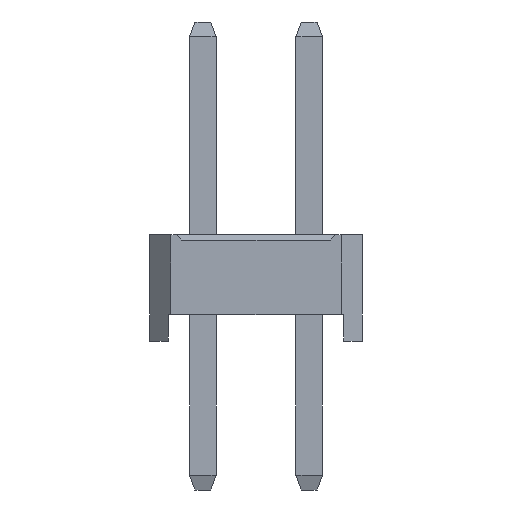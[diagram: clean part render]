
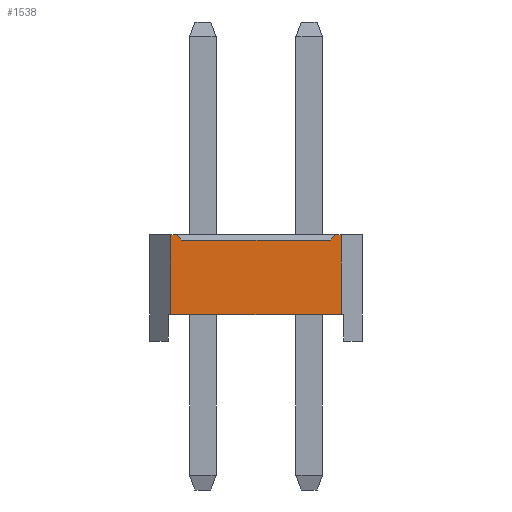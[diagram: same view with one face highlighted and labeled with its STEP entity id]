
A CAD part, left-side view. The second image highlights one B-rep face of the part: STEP entity #1538.
In plain terms, the highlighted planar face has unit normal (-1, 0, 0).
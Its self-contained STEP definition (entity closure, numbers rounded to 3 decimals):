
#1538=ADVANCED_FACE('',(#6320),#6322,.T.);
#6320=FACE_BOUND('',#6321,.T.);
#6321=EDGE_LOOP('',(#10073,#10074,#10075,#10076,#10077,#10078,#10079,#10080));
#6322=PLANE('',#6323);
#6323=AXIS2_PLACEMENT_3D('',#6324,#6325,#6326);
#6324=CARTESIAN_POINT('',(-1.,2.6,0.));
#6325=DIRECTION('',(-1.,0.,0.));
#6326=DIRECTION('',(0.,-1.,0.));
#10073=ORIENTED_EDGE('',*,*,#12394,.F.);
#10074=ORIENTED_EDGE('',*,*,#12395,.T.);
#10075=ORIENTED_EDGE('',*,*,#12396,.F.);
#10076=ORIENTED_EDGE('',*,*,#11896,.F.);
#10077=ORIENTED_EDGE('',*,*,#12397,.F.);
#10078=ORIENTED_EDGE('',*,*,#11708,.T.);
#10079=ORIENTED_EDGE('',*,*,#12393,.T.);
#10080=ORIENTED_EDGE('',*,*,#11900,.F.);
#11708=EDGE_CURVE('',#13036,#13034,#13037,.T.);
#11896=EDGE_CURVE('',#13410,#13412,#13413,.T.);
#11900=EDGE_CURVE('',#13418,#13420,#13421,.T.);
#12393=EDGE_CURVE('',#13034,#13420,#14241,.T.);
#12394=EDGE_CURVE('',#14242,#13418,#14243,.F.);
#12395=EDGE_CURVE('',#14242,#14244,#14245,.T.);
#12396=EDGE_CURVE('',#13412,#14244,#14246,.F.);
#12397=EDGE_CURVE('',#13036,#13410,#14247,.T.);
#13034=VERTEX_POINT('',#15186);
#13036=VERTEX_POINT('',#15190);
#13037=LINE('',#15191,#15192);
#13410=VERTEX_POINT('',#15938);
#13412=VERTEX_POINT('',#15942);
#13413=LINE('',#15943,#15944);
#13418=VERTEX_POINT('',#15954);
#13420=VERTEX_POINT('',#15958);
#13421=LINE('',#15959,#15960);
#14241=LINE('',#17765,#17766);
#14242=VERTEX_POINT('',#17768);
#14243=LINE('',#17769,#17770);
#14244=VERTEX_POINT('',#17772);
#14245=LINE('',#17773,#17774);
#14246=LINE('',#17776,#17777);
#14247=LINE('',#17779,#17780);
#15186=CARTESIAN_POINT('',(-1.,-0.6,0.5));
#15190=CARTESIAN_POINT('',(-1.,2.6,0.5));
#15191=CARTESIAN_POINT('',(-1.,2.6,0.5));
#15192=VECTOR('',#15193,1.);
#15193=DIRECTION('',(0.,-1.,0.));
#15938=CARTESIAN_POINT('',(-1.,2.6,2.));
#15942=CARTESIAN_POINT('',(-1.,2.5,2.));
#15943=CARTESIAN_POINT('',(-1.,2.6,2.));
#15944=VECTOR('',#15945,1.);
#15945=DIRECTION('',(0.,-1.,0.));
#15954=CARTESIAN_POINT('',(-1.,-0.5,2.));
#15958=CARTESIAN_POINT('',(-1.,-0.6,2.));
#15959=CARTESIAN_POINT('',(-1.,-0.5,2.));
#15960=VECTOR('',#15961,1.);
#15961=DIRECTION('',(0.,-1.,0.));
#17765=CARTESIAN_POINT('',(-1.,-0.6,0.5));
#17766=VECTOR('',#17767,1.);
#17767=DIRECTION('',(0.,0.,1.));
#17768=CARTESIAN_POINT('',(-1.,-0.4,1.9));
#17769=CARTESIAN_POINT('',(-1.,-0.5,2.));
#17770=VECTOR('',#17771,1.);
#17771=DIRECTION('',(0.,0.707,-0.707));
#17772=CARTESIAN_POINT('',(-1.,2.4,1.9));
#17773=CARTESIAN_POINT('',(-1.,-0.4,1.9));
#17774=VECTOR('',#17775,1.);
#17775=DIRECTION('',(0.,1.,0.));
#17776=CARTESIAN_POINT('',(-1.,2.4,1.9));
#17777=VECTOR('',#17778,1.);
#17778=DIRECTION('',(0.,0.707,0.707));
#17779=CARTESIAN_POINT('',(-1.,2.6,0.5));
#17780=VECTOR('',#17781,1.);
#17781=DIRECTION('',(0.,0.,1.));
